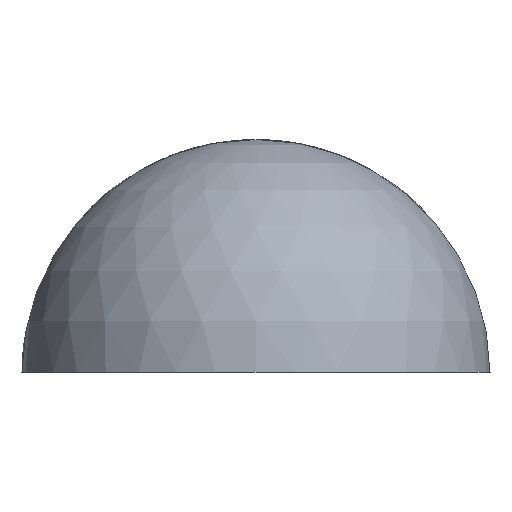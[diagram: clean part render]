
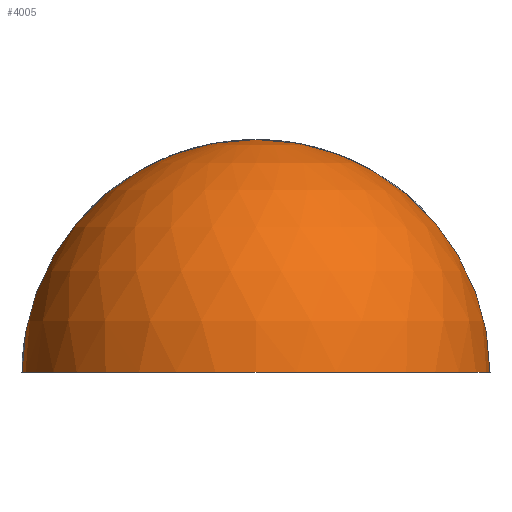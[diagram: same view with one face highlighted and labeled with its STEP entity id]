
A CAD part, left-side view. The second image highlights one B-rep face of the part: STEP entity #4005.
In plain terms, the highlighted spherical face has radius 20 mm.
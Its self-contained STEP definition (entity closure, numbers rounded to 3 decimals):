
#486=CARTESIAN_POINT('',(48.,185.762,14.75));
#487=VERTEX_POINT('',#486);
#494=CARTESIAN_POINT('',(48.,165.762,34.65));
#495=VERTEX_POINT('',#494);
#496=CARTESIAN_POINT('',(48.,165.762,14.65));
#497=DIRECTION('',(-1.,0.,0.));
#498=DIRECTION('',(0.,0.,1.));
#499=AXIS2_PLACEMENT_3D('',#496,#497,#498);
#500=CIRCLE('',#499,20.);
#501=EDGE_CURVE('',#495,#487,#500,.T.);
#2338=CARTESIAN_POINT('',(48.,145.762,14.75));
#2339=VERTEX_POINT('',#2338);
#2346=CARTESIAN_POINT('',(48.,165.762,14.75));
#2347=DIRECTION('',(-0.,-0.,1.));
#2348=DIRECTION('',(-1.,0.,0.));
#2349=AXIS2_PLACEMENT_3D('',#2346,#2347,#2348);
#2350=CIRCLE('',#2349,20.);
#2351=EDGE_CURVE('',#487,#2339,#2350,.T.);
#3989=CARTESIAN_POINT('',(48.,165.762,14.65));
#3990=DIRECTION('',(0.,0.,1.));
#3991=DIRECTION('',(0.,-1.,0.));
#3992=AXIS2_PLACEMENT_3D('',#3989,#3990,#3991);
#3993=SPHERICAL_SURFACE('',#3992,20.);
#3994=CARTESIAN_POINT('',(48.,165.762,14.65));
#3995=DIRECTION('',(-1.,0.,0.));
#3996=DIRECTION('',(0.,0.,1.));
#3997=AXIS2_PLACEMENT_3D('',#3994,#3995,#3996);
#3998=CIRCLE('',#3997,20.);
#3999=EDGE_CURVE('',#2339,#495,#3998,.T.);
#4000=ORIENTED_EDGE('',*,*,#3999,.T.);
#4001=ORIENTED_EDGE('',*,*,#501,.T.);
#4002=ORIENTED_EDGE('',*,*,#2351,.T.);
#4003=EDGE_LOOP('',(#4000,#4001,#4002));
#4004=FACE_BOUND('',#4003,.T.);
#4005=ADVANCED_FACE('',(#4004),#3993,.T.);
